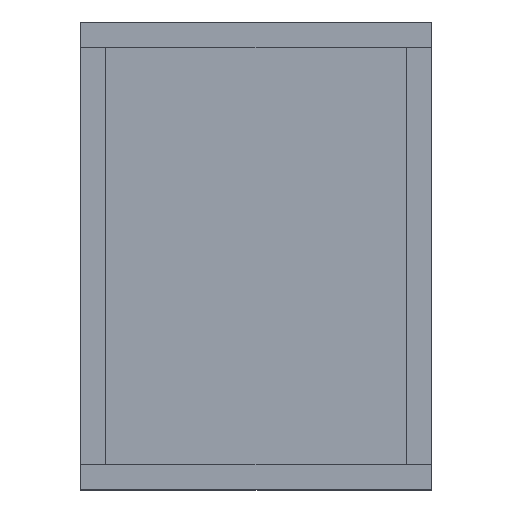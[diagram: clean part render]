
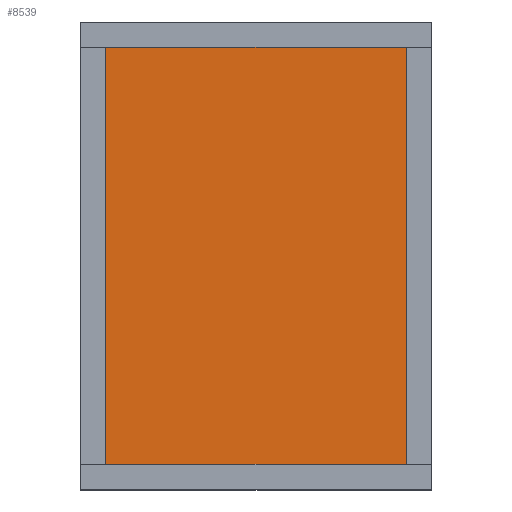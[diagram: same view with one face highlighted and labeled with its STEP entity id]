
A CAD part, top view. The second image highlights one B-rep face of the part: STEP entity #8539.
In plain terms, the highlighted planar face has unit normal (0, 0, 1).
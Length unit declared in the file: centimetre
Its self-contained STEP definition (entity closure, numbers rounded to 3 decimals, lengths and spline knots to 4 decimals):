
#581=FACE_OUTER_BOUND('',#1028,.T.);
#1028=EDGE_LOOP('',(#6456,#6457,#6458,#6459));
#1711=LINE('',#12681,#2698);
#1716=LINE('',#12691,#2703);
#1720=LINE('',#12699,#2707);
#1724=LINE('',#12705,#2711);
#2698=VECTOR('',#10412,1.);
#2703=VECTOR('',#10419,1.);
#2707=VECTOR('',#10425,1.);
#2711=VECTOR('',#10431,1.);
#3636=VERTEX_POINT('',#12678);
#3637=VERTEX_POINT('',#12680);
#3641=VERTEX_POINT('',#12689);
#3644=VERTEX_POINT('',#12698);
#4654=EDGE_CURVE('',#3636,#3637,#1711,.T.);
#4659=EDGE_CURVE('',#3641,#3636,#1716,.T.);
#4663=EDGE_CURVE('',#3637,#3644,#1720,.T.);
#4667=EDGE_CURVE('',#3644,#3641,#1724,.T.);
#6456=ORIENTED_EDGE('',*,*,#4663,.F.);
#6457=ORIENTED_EDGE('',*,*,#4654,.F.);
#6458=ORIENTED_EDGE('',*,*,#4659,.F.);
#6459=ORIENTED_EDGE('',*,*,#4667,.F.);
#8158=PLANE('',#9120);
#8539=ADVANCED_FACE('',(#581),#8158,.T.);
#9120=AXIS2_PLACEMENT_3D('',#12706,#10432,#10433);
#10412=DIRECTION('',(1.,0.,0.));
#10419=DIRECTION('',(0.,1.,0.));
#10425=DIRECTION('',(0.,-1.,0.));
#10431=DIRECTION('',(-1.,0.,0.));
#10432=DIRECTION('center_axis',(0.,0.,
1.));
#10433=DIRECTION('ref_axis',(-1.,0.,0.));
#12678=CARTESIAN_POINT('',(-0.77,1.07,3.017));
#12680=CARTESIAN_POINT('',(0.77,1.07,3.017));
#12681=CARTESIAN_POINT('',(0.77,1.07,3.017));
#12689=CARTESIAN_POINT('',(-0.77,-1.07,3.017));
#12691=CARTESIAN_POINT('',(-0.77,1.07,3.017));
#12698=CARTESIAN_POINT('',(0.77,-1.07,3.017));
#12699=CARTESIAN_POINT('',(0.77,-1.07,3.017));
#12705=CARTESIAN_POINT('',(-0.77,-1.07,3.017));
#12706=CARTESIAN_POINT('Origin',(0.,0.,
3.017));
